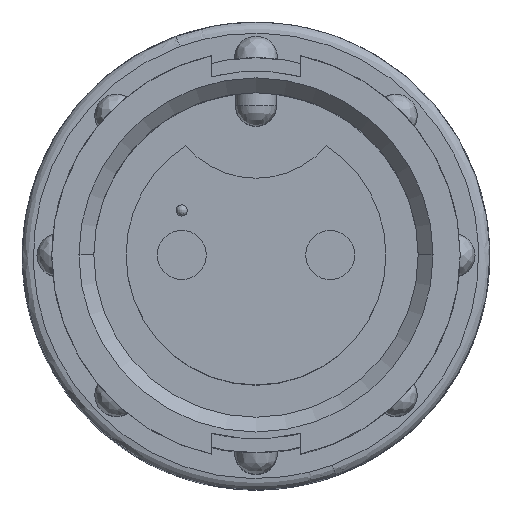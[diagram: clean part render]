
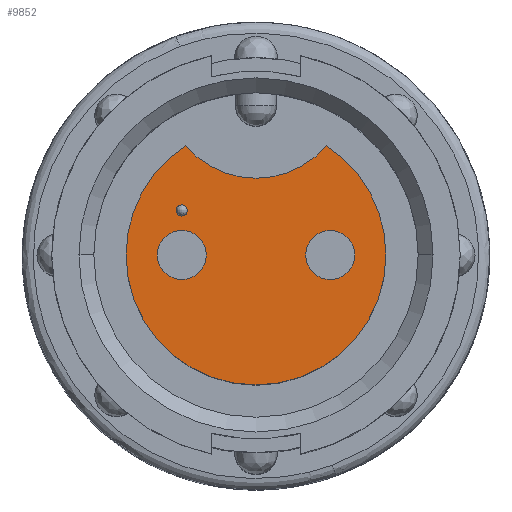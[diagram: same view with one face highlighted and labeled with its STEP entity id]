
A CAD part, top view. The second image highlights one B-rep face of the part: STEP entity #9852.
In plain terms, the highlighted planar face has unit normal (0, 0, 1).
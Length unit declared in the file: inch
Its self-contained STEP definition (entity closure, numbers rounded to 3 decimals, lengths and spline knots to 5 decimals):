
#330 = FACE_BOUND ( 'NONE', #5715, .T. ) ;
#381 = CIRCLE ( 'NONE', #7000, 0.033 ) ;
#410 = DIRECTION ( 'NONE',  ( -1., 0., 0. ) ) ;
#775 = EDGE_CURVE ( 'NONE', #9277, #890, #2097, .T. ) ;
#890 = VERTEX_POINT ( 'NONE', #2223 ) ;
#1185 = EDGE_CURVE ( 'NONE', #6447, #9695, #4891, .T. ) ;
#1231 = ORIENTED_EDGE ( 'NONE', *, *, #1185, .F. ) ;
#1234 = VERTEX_POINT ( 'NONE', #5349 ) ;
#1245 = CARTESIAN_POINT ( 'NONE',  ( -0.175, 0., -0.065 ) ) ;
#1317 = CIRCLE ( 'NONE', #8585, 0.125 ) ;
#1325 = CIRCLE ( 'NONE', #10260, 0.033 ) ;
#1395 = CARTESIAN_POINT ( 'NONE',  ( -0.09608, 0.06669, -0.065 ) ) ;
#1479 = CIRCLE ( 'NONE', #4716, 0.033 ) ;
#1567 = CARTESIAN_POINT ( 'NONE',  ( 0., 0.2285, -0.065 ) ) ;
#1736 = B_SPLINE_CURVE_WITH_KNOTS ( 'NONE', 3,
 ( #9423, #3803, #6236, #1395, #7039, #2208 ),
 .UNSPECIFIED., .F., .F.,
 ( 4, 2, 4 ),
 ( 0., 0.00015, 0.0003 ),
 .UNSPECIFIED. ) ;
#1886 = CARTESIAN_POINT ( 'NONE',  ( -0.1, 0.0525, -0.065 ) ) ;
#1905 = CARTESIAN_POINT ( 'NONE',  ( -0.10195, 0.0525, -0.065 ) ) ;
#1916 = CARTESIAN_POINT ( 'NONE',  ( -0.10392, 0.05331, -0.065 ) ) ;
#1938 = CARTESIAN_POINT ( 'NONE',  ( -0.10669, 0.05608, -0.065 ) ) ;
#1956 = CARTESIAN_POINT ( 'NONE',  ( -0.1075, 0.06, -0.065 ) ) ;
#1986 = CARTESIAN_POINT ( 'NONE',  ( -0.1075, 0.05802, -0.065 ) ) ;
#2097 = CIRCLE ( 'NONE', #5853, 0.0075 ) ;
#2208 = CARTESIAN_POINT ( 'NONE',  ( -0.1, 0.0675, -0.065 ) ) ;
#2223 = CARTESIAN_POINT ( 'NONE',  ( -0.1075, 0.06, -0.065 ) ) ;
#2392 = CARTESIAN_POINT ( 'NONE',  ( 0., 0., -0.065 ) ) ;
#2395 = DIRECTION ( 'NONE',  ( 1., 0., 0. ) ) ;
#2440 = FACE_OUTER_BOUND ( 'NONE', #4688, .T. ) ;
#2481 = DIRECTION ( 'NONE',  ( 0., -1., 0. ) ) ;
#2490 = ORIENTED_EDGE ( 'NONE', *, *, #9514, .T. ) ;
#2495 = DIRECTION ( 'NONE',  ( 0., 0., 1. ) ) ;
#2505 = CARTESIAN_POINT ( 'NONE',  ( -0.1, 0.06, -0.065 ) ) ;
#2533 = DIRECTION ( 'NONE',  ( 0., 0., -1. ) ) ;
#3095 = VERTEX_POINT ( 'NONE', #8018 ) ;
#3186 = DIRECTION ( 'NONE',  ( 1., 0., 0. ) ) ;
#3209 = CARTESIAN_POINT ( 'NONE',  ( 0., 0., -0.065 ) ) ;
#3211 = AXIS2_PLACEMENT_3D ( 'NONE', #6998, #6786, #6749 ) ;
#3260 = CARTESIAN_POINT ( 'NONE',  ( -0.1, 0.0001, -0.065 ) ) ;
#3300 = ORIENTED_EDGE ( 'NONE', *, *, #3603, .F. ) ;
#3470 = DIRECTION ( 'NONE',  ( 0., -1., 0. ) ) ;
#3508 = DIRECTION ( 'NONE',  ( 0., 0., 1. ) ) ;
#3540 = CARTESIAN_POINT ( 'NONE',  ( 0.1, 0., -0.065 ) ) ;
#3578 = AXIS2_PLACEMENT_3D ( 'NONE', #7342, #2533, #8130 ) ;
#3603 = EDGE_CURVE ( 'NONE', #9695, #6447, #1479, .T. ) ;
#3803 = CARTESIAN_POINT ( 'NONE',  ( -0.0925, 0.06198, -0.065 ) ) ;
#4036 = DIRECTION ( 'NONE',  ( 1., 0., 0. ) ) ;
#4081 = DIRECTION ( 'NONE',  ( 0., -1., 0. ) ) ;
#4157 = CARTESIAN_POINT ( 'NONE',  ( -0.1, -0.0329, -0.065 ) ) ;
#4236 = CIRCLE ( 'NONE', #8062, 0.175 ) ;
#4262 = DIRECTION ( 'NONE',  ( 0., -1., 0. ) ) ;
#4263 = EDGE_LOOP ( 'NONE', ( #5815, #6473, #6537, #7977 ) ) ;
#4334 = DIRECTION ( 'NONE',  ( 0., 0., 1. ) ) ;
#4370 = CARTESIAN_POINT ( 'NONE',  ( -0.1, 0.0001, -0.065 ) ) ;
#4437 = EDGE_CURVE ( 'NONE', #7093, #1234, #7027, .T. ) ;
#4449 = VERTEX_POINT ( 'NONE', #7069 ) ;
#4506 = CARTESIAN_POINT ( 'NONE',  ( -0.1, 0.0525, -0.065 ) ) ;
#4627 = EDGE_CURVE ( 'NONE', #3095, #9670, #381, .T. ) ;
#4688 = EDGE_LOOP ( 'NONE', ( #4931, #2490, #8947, #9704 ) ) ;
#4716 = AXIS2_PLACEMENT_3D ( 'NONE', #3540, #3508, #3470 ) ;
#4732 = B_SPLINE_CURVE_WITH_KNOTS ( 'NONE', 3,
 ( #1956, #1986, #1938, #1916, #1905, #1886 ),
 .UNSPECIFIED., .F., .F.,
 ( 4, 2, 4 ),
 ( 0., 0.00015, 0.0003 ),
 .UNSPECIFIED. ) ;
#4891 = CIRCLE ( 'NONE', #6709, 0.033 ) ;
#4931 = ORIENTED_EDGE ( 'NONE', *, *, #8019, .F. ) ;
#5349 = CARTESIAN_POINT ( 'NONE',  ( -0.0925, 0.06, -0.065 ) ) ;
#5581 = DIRECTION ( 'NONE',  ( 0., -1., 0. ) ) ;
#5594 = DIRECTION ( 'NONE',  ( 0., 0., 1. ) ) ;
#5620 = CARTESIAN_POINT ( 'NONE',  ( 0.1, 0., -0.065 ) ) ;
#5715 = EDGE_LOOP ( 'NONE', ( #10043, #8140 ) ) ;
#5801 = AXIS2_PLACEMENT_3D ( 'NONE', #3209, #8830, #4036 ) ;
#5815 = ORIENTED_EDGE ( 'NONE', *, *, #7933, .F. ) ;
#5853 = AXIS2_PLACEMENT_3D ( 'NONE', #2505, #2495, #2481 ) ;
#5911 = EDGE_CURVE ( 'NONE', #890, #7093, #4732, .T. ) ;
#6068 = CARTESIAN_POINT ( 'NONE',  ( 0.175, 0., -0.065 ) ) ;
#6236 = CARTESIAN_POINT ( 'NONE',  ( -0.09331, 0.06392, -0.065 ) ) ;
#6429 = CARTESIAN_POINT ( 'NONE',  ( 0.1, -0.033, -0.065 ) ) ;
#6447 = VERTEX_POINT ( 'NONE', #6429 ) ;
#6473 = ORIENTED_EDGE ( 'NONE', *, *, #4437, .F. ) ;
#6537 = ORIENTED_EDGE ( 'NONE', *, *, #5911, .F. ) ;
#6619 = CARTESIAN_POINT ( 'NONE',  ( 0.1, 0.033, -0.065 ) ) ;
#6709 = AXIS2_PLACEMENT_3D ( 'NONE', #5620, #5594, #5581 ) ;
#6749 = DIRECTION ( 'NONE',  ( 0., -1., 0. ) ) ;
#6786 = DIRECTION ( 'NONE',  ( 0., 0., 1. ) ) ;
#6805 = CARTESIAN_POINT ( 'NONE',  ( -0.1, 0.0675, -0.065 ) ) ;
#6998 = CARTESIAN_POINT ( 'NONE',  ( -0.1, 0.06, -0.065 ) ) ;
#7000 = AXIS2_PLACEMENT_3D ( 'NONE', #4370, #4334, #4262 ) ;
#7027 = CIRCLE ( 'NONE', #3211, 0.0075 ) ;
#7039 = CARTESIAN_POINT ( 'NONE',  ( -0.09805, 0.0675, -0.065 ) ) ;
#7069 = CARTESIAN_POINT ( 'NONE',  ( 0.09484, 0.14707, -0.065 ) ) ;
#7093 = VERTEX_POINT ( 'NONE', #4506 ) ;
#7214 = DIRECTION ( 'NONE',  ( 0., 0., -1. ) ) ;
#7322 = AXIS2_PLACEMENT_3D ( 'NONE', #9206, #9962, #410 ) ;
#7342 = CARTESIAN_POINT ( 'NONE',  ( 0., 0., -0.065 ) ) ;
#7933 = EDGE_CURVE ( 'NONE', #1234, #9277, #1736, .T. ) ;
#7977 = ORIENTED_EDGE ( 'NONE', *, *, #775, .F. ) ;
#7987 = DIRECTION ( 'NONE',  ( 0., 0., -1. ) ) ;
#8019 = EDGE_CURVE ( 'NONE', #4449, #9980, #4236, .T. ) ;
#8018 = CARTESIAN_POINT ( 'NONE',  ( -0.1, 0.0331, -0.065 ) ) ;
#8062 = AXIS2_PLACEMENT_3D ( 'NONE', #2392, #7987, #3186 ) ;
#8088 = EDGE_CURVE ( 'NONE', #9670, #3095, #1325, .T. ) ;
#8130 = DIRECTION ( 'NONE',  ( 1., 0., 0. ) ) ;
#8140 = ORIENTED_EDGE ( 'NONE', *, *, #4627, .F. ) ;
#8173 = EDGE_CURVE ( 'NONE', #9360, #8921, #9623, .T. ) ;
#8578 = EDGE_CURVE ( 'NONE', #9980, #9360, #10016, .T. ) ;
#8585 = AXIS2_PLACEMENT_3D ( 'NONE', #1567, #7214, #2395 ) ;
#8590 = FACE_BOUND ( 'NONE', #4263, .T. ) ;
#8830 = DIRECTION ( 'NONE',  ( 0., 0., -1. ) ) ;
#8845 = FACE_BOUND ( 'NONE', #10056, .T. ) ;
#8874 = DIRECTION ( 'NONE',  ( 0., 0., 1. ) ) ;
#8921 = VERTEX_POINT ( 'NONE', #9398 ) ;
#8947 = ORIENTED_EDGE ( 'NONE', *, *, #8173, .F. ) ;
#9206 = CARTESIAN_POINT ( 'NONE',  ( 0., 0., -0.065 ) ) ;
#9277 = VERTEX_POINT ( 'NONE', #6805 ) ;
#9360 = VERTEX_POINT ( 'NONE', #1245 ) ;
#9398 = CARTESIAN_POINT ( 'NONE',  ( -0.09484, 0.14707, -0.065 ) ) ;
#9423 = CARTESIAN_POINT ( 'NONE',  ( -0.0925, 0.06, -0.065 ) ) ;
#9514 = EDGE_CURVE ( 'NONE', #4449, #8921, #1317, .T. ) ;
#9623 = CIRCLE ( 'NONE', #3578, 0.175 ) ;
#9670 = VERTEX_POINT ( 'NONE', #4157 ) ;
#9695 = VERTEX_POINT ( 'NONE', #6619 ) ;
#9704 = ORIENTED_EDGE ( 'NONE', *, *, #8578, .F. ) ;
#9852 = ADVANCED_FACE ( 'NONE', ( #8590, #330, #2440, #8845 ), #10034, .F. ) ;
#9962 = DIRECTION ( 'NONE',  ( 0., 0., -1. ) ) ;
#9980 = VERTEX_POINT ( 'NONE', #6068 ) ;
#10016 = CIRCLE ( 'NONE', #5801, 0.175 ) ;
#10034 = PLANE ( 'NONE',  #7322 ) ;
#10043 = ORIENTED_EDGE ( 'NONE', *, *, #8088, .F. ) ;
#10056 = EDGE_LOOP ( 'NONE', ( #1231, #3300 ) ) ;
#10260 = AXIS2_PLACEMENT_3D ( 'NONE', #3260, #8874, #4081 ) ;
